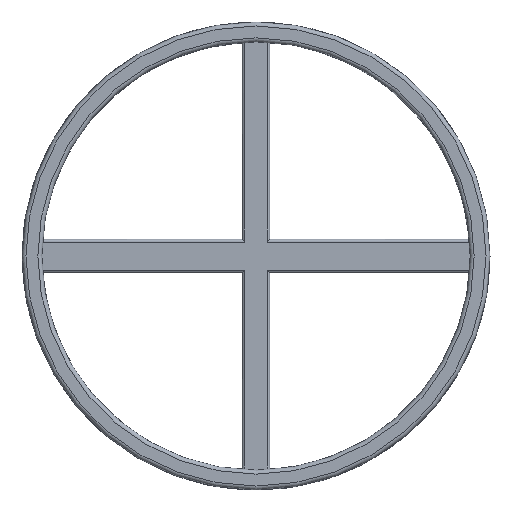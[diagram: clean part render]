
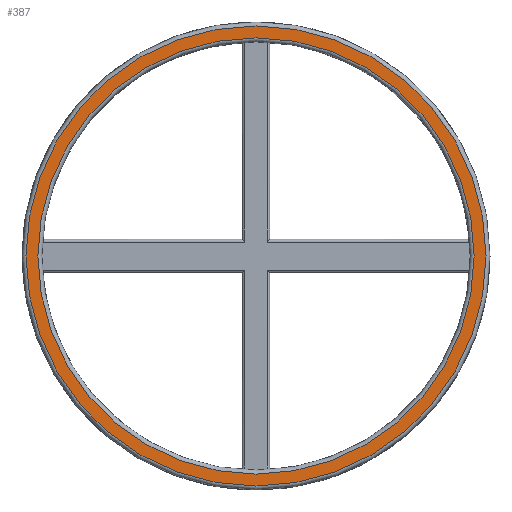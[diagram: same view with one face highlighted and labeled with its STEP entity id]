
A CAD part, top view. The second image highlights one B-rep face of the part: STEP entity #387.
In plain terms, the highlighted planar face has unit normal (0, 0, 1).
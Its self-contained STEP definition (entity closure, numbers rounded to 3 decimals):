
#66 = TOROIDAL_SURFACE('',#67,58.,1.);
#67 = AXIS2_PLACEMENT_3D('',#68,#69,#70);
#68 = CARTESIAN_POINT('',(0.,0.,21.));
#69 = DIRECTION('',(0.,0.,1.));
#70 = DIRECTION('',(1.,0.,-0.));
#285 = VERTEX_POINT('',#286);
#286 = CARTESIAN_POINT('',(58.,0.,22.));
#308 = EDGE_CURVE('',#285,#285,#309,.T.);
#309 = SURFACE_CURVE('',#310,(#315,#322),.PCURVE_S1.);
#310 = CIRCLE('',#311,58.);
#311 = AXIS2_PLACEMENT_3D('',#312,#313,#314);
#312 = CARTESIAN_POINT('',(0.,0.,22.));
#313 = DIRECTION('',(0.,0.,1.));
#314 = DIRECTION('',(1.,0.,-0.));
#315 = PCURVE('',#66,#316);
#316 = DEFINITIONAL_REPRESENTATION('',(#317),#321);
#317 = LINE('',#318,#319);
#318 = CARTESIAN_POINT('',(0.,1.571));
#319 = VECTOR('',#320,1.);
#320 = DIRECTION('',(1.,0.));
#321 = ( GEOMETRIC_REPRESENTATION_CONTEXT(2) 
PARAMETRIC_REPRESENTATION_CONTEXT() REPRESENTATION_CONTEXT('2D SPACE',''
  ) );
#322 = PCURVE('',#323,#328);
#323 = PLANE('',#324);
#324 = AXIS2_PLACEMENT_3D('',#325,#326,#327);
#325 = CARTESIAN_POINT('',(0.,0.,22.));
#326 = DIRECTION('',(0.,0.,1.));
#327 = DIRECTION('',(1.,0.,-0.));
#328 = DEFINITIONAL_REPRESENTATION('',(#329),#333);
#329 = CIRCLE('',#330,58.);
#330 = AXIS2_PLACEMENT_2D('',#331,#332);
#331 = CARTESIAN_POINT('',(0.,0.));
#332 = DIRECTION('',(1.,0.));
#333 = ( GEOMETRIC_REPRESENTATION_CONTEXT(2) 
PARAMETRIC_REPRESENTATION_CONTEXT() REPRESENTATION_CONTEXT('2D SPACE',''
  ) );
#387 = ADVANCED_FACE('',(#388,#391),#323,.T.);
#388 = FACE_BOUND('',#389,.T.);
#389 = EDGE_LOOP('',(#390));
#390 = ORIENTED_EDGE('',*,*,#308,.T.);
#391 = FACE_BOUND('',#392,.T.);
#392 = EDGE_LOOP('',(#393));
#393 = ORIENTED_EDGE('',*,*,#394,.F.);
#394 = EDGE_CURVE('',#395,#395,#397,.T.);
#395 = VERTEX_POINT('',#396);
#396 = CARTESIAN_POINT('',(55.,0.,22.));
#397 = SURFACE_CURVE('',#398,(#403,#410),.PCURVE_S1.);
#398 = CIRCLE('',#399,55.);
#399 = AXIS2_PLACEMENT_3D('',#400,#401,#402);
#400 = CARTESIAN_POINT('',(0.,0.,22.));
#401 = DIRECTION('',(0.,0.,1.));
#402 = DIRECTION('',(1.,0.,-0.));
#403 = PCURVE('',#323,#404);
#404 = DEFINITIONAL_REPRESENTATION('',(#405),#409);
#405 = CIRCLE('',#406,55.);
#406 = AXIS2_PLACEMENT_2D('',#407,#408);
#407 = CARTESIAN_POINT('',(0.,0.));
#408 = DIRECTION('',(1.,0.));
#409 = ( GEOMETRIC_REPRESENTATION_CONTEXT(2) 
PARAMETRIC_REPRESENTATION_CONTEXT() REPRESENTATION_CONTEXT('2D SPACE',''
  ) );
#410 = PCURVE('',#411,#416);
#411 = TOROIDAL_SURFACE('',#412,55.,1.);
#412 = AXIS2_PLACEMENT_3D('',#413,#414,#415);
#413 = CARTESIAN_POINT('',(0.,0.,21.));
#414 = DIRECTION('',(0.,0.,1.));
#415 = DIRECTION('',(1.,0.,-0.));
#416 = DEFINITIONAL_REPRESENTATION('',(#417),#421);
#417 = LINE('',#418,#419);
#418 = CARTESIAN_POINT('',(0.,1.571));
#419 = VECTOR('',#420,1.);
#420 = DIRECTION('',(1.,0.));
#421 = ( GEOMETRIC_REPRESENTATION_CONTEXT(2) 
PARAMETRIC_REPRESENTATION_CONTEXT() REPRESENTATION_CONTEXT('2D SPACE',''
  ) );
